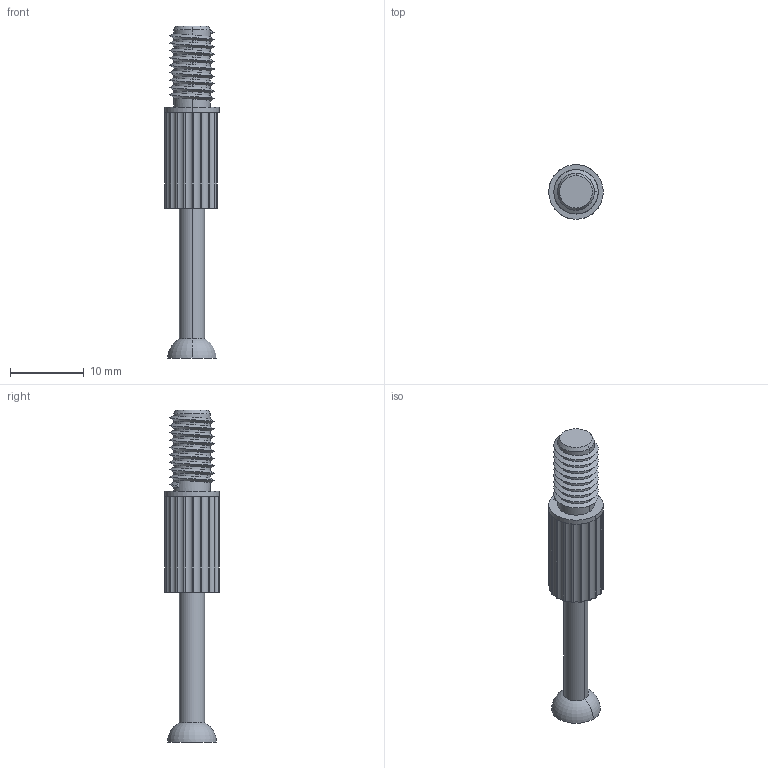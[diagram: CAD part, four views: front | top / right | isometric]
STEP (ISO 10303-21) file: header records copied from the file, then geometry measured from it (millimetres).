
FILE_DESCRIPTION (( 'STEP AP214' ), '1' );
FILE_NAME ('F002521_3D.step', '2022-11-21T18:14:20', ( '' ), ( '' ), 'SwSTEP 2.0', 'SolidWorks 2020', '' );
FILE_SCHEMA (( 'AUTOMOTIVE_DESIGN' ));
Length unit declared in the file: millimetre
Products named in the file (1): F002521_3D
Bounding box: 7.4 x 7.4 x 45 mm (x, y, z)
Volume: 954.3 mm3; surface area: 1269.9 mm2
Topology: 2 solids, 2 shells, 77 faces, 208 edges, 138 vertices
Faces by surface type: cylinder 61, plane 10, cone 2, torus 2, bspline 2
Entity records: 3576 total; most frequent: CARTESIAN_POINT 1645, ORIENTED_EDGE 414, DIRECTION 406, EDGE_CURVE 207, AXIS2_PLACEMENT_3D 167, VERTEX_POINT 136, CIRCLE 91, EDGE_LOOP 79
